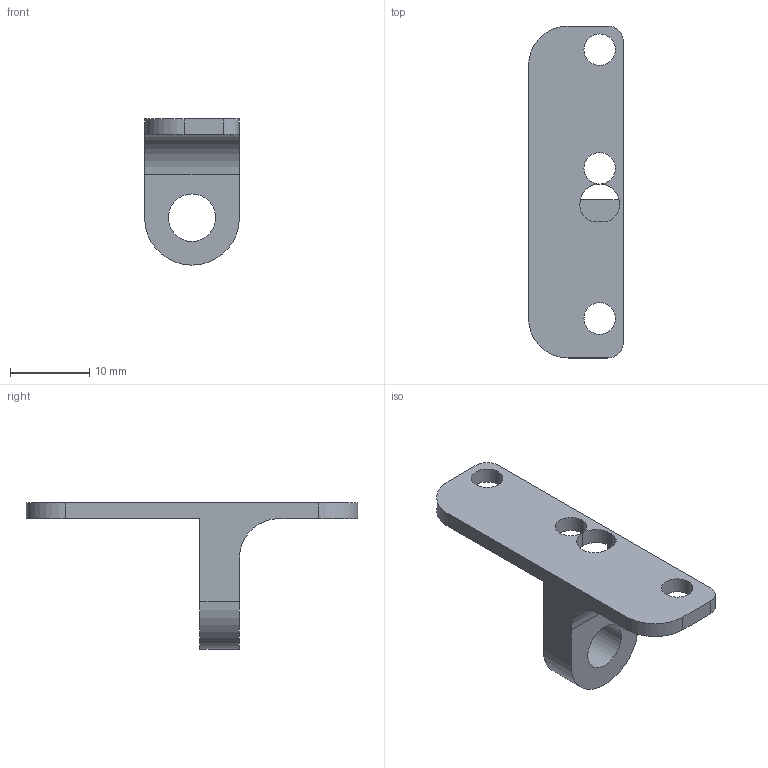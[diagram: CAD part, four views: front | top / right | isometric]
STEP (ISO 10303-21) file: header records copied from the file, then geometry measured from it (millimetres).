
FILE_DESCRIPTION(/* description */ (''),/* implementation_level */ '2;1');
FILE_NAME(/* name */ 'ATC_Endschalter_X_new v2.step',/* time_stamp */ '2021-03-20T02:25:04+01:00',/* author */ (''),/* organization */ (''),/* preprocessor_version */ 'ST-DEVELOPER v18.1',/* originating_system */ 'Autodesk Translation Framework v9.10.0.1330',/* authorisation */ '');
FILE_SCHEMA (('AUTOMOTIVE_DESIGN { 1 0 10303 214 3 1 1 }'));
Length unit declared in the file: millimetre
Products named in the file (1): ATC_Endschalter_X_new
Bounding box: 12 x 42 x 18.5 mm (x, y, z)
Volume: 1644.5 mm3; surface area: 1750.1 mm2
Topology: 1 solids, 1 shells, 30 faces, 87 edges, 56 vertices
Faces by surface type: cylinder 15, plane 15
Full cylindrical faces by diameter (mm): 4 x2, 6 x1
Entity records: 1048 total; most frequent: DIRECTION 181, ORIENTED_EDGE 174, CARTESIAN_POINT 174, EDGE_CURVE 87, AXIS2_PLACEMENT_3D 63, VERTEX_POINT 56, LINE 55, VECTOR 55
